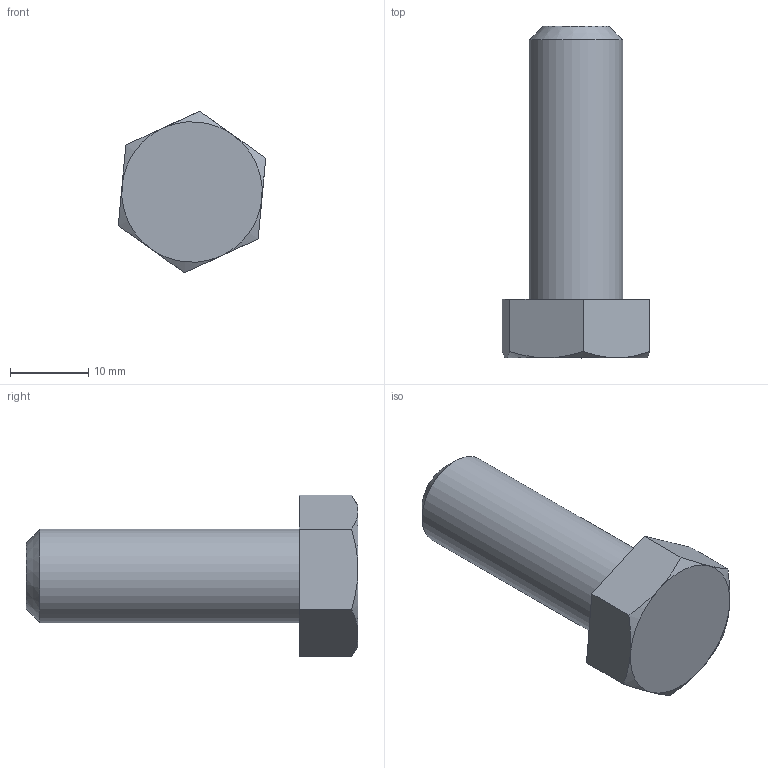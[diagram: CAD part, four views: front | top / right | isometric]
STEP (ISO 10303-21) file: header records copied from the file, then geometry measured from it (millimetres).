
FILE_DESCRIPTION(('Open CASCADE Model'),'2;1');
FILE_NAME('Open CASCADE Shape Model','2019-05-29T14:05:42',('Author'),( 'Open CASCADE'),'Open CASCADE STEP processor 7.3','Open CASCADE 7.3' ,'Unknown');
FILE_SCHEMA(('AUTOMOTIVE_DESIGN { 1 0 10303 214 1 1 1 1 }'));
Length unit declared in the file: millimetre
Products named in the file (1): Open CASCADE STEP translator 7.3 1
Bounding box: 18.89 x 42.5 x 20.69 mm (x, y, z)
Volume: 6004.4 mm3; surface area: 2292.5 mm2
Topology: 1 solids, 1 shells, 17 faces, 36 edges, 22 vertices
Faces by surface type: plane 9, cone 7, cylinder 1
Full cylindrical faces by diameter (mm): 12 x1
Entity records: 1425 total; most frequent: CARTESIAN_POINT 582, DIRECTION 116, ORIENTED_EDGE 72, PCURVE 72, DEFINITIONAL_REPRESENTATION 72, LINE 52, VECTOR 52, B_SPLINE_CURVE_WITH_KNOTS 38
